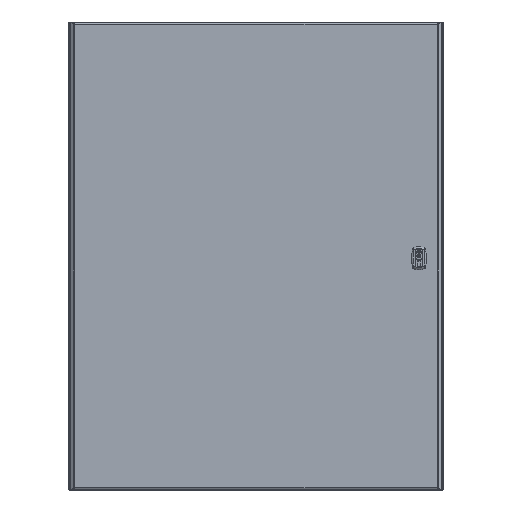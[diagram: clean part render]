
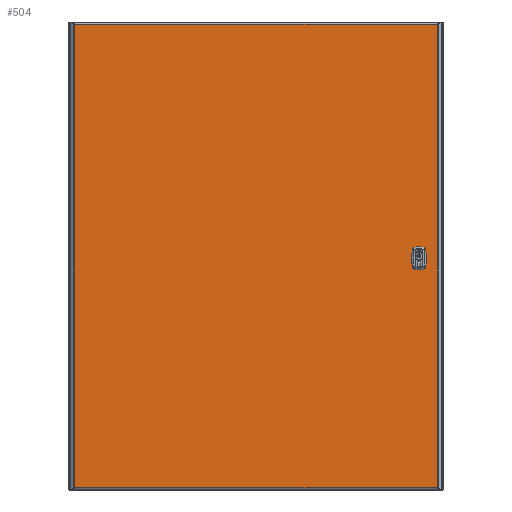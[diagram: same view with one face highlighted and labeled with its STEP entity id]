
A CAD part, top view. The second image highlights one B-rep face of the part: STEP entity #504.
In plain terms, the highlighted planar face has unit normal (0, 0, 1).
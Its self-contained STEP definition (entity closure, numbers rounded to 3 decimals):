
#504=ADVANCED_FACE('',(#1874,#1875),#1876,.F.);
#1874=FACE_OUTER_BOUND('',#5844,.T.);
#1875=FACE_BOUND('',#5845,.T.);
#1876=PLANE('',#5846);
#5844=EDGE_LOOP('',(#13011,#13012,#13013,#13014));
#5845=EDGE_LOOP('',(#13015,#13016,#13017,#13018));
#5846=AXIS2_PLACEMENT_3D('',#13019,#13020,#13021);
#13011=ORIENTED_EDGE('',*,*,#19578,.T.);
#13012=ORIENTED_EDGE('',*,*,#19577,.T.);
#13013=ORIENTED_EDGE('',*,*,#19576,.T.);
#13014=ORIENTED_EDGE('',*,*,#19586,.T.);
#13015=ORIENTED_EDGE('',*,*,#19575,.F.);
#13016=ORIENTED_EDGE('',*,*,#19573,.F.);
#13017=ORIENTED_EDGE('',*,*,#19571,.F.);
#13018=ORIENTED_EDGE('',*,*,#19569,.F.);
#13019=CARTESIAN_POINT('',(399.843,499.8,254.01));
#13020=DIRECTION('',(-0.0,0.,-1.0));
#13021=DIRECTION('',(-1.0,0.0,0.0));
#19569=EDGE_CURVE('',#22484,#22486,#22487,.T.);
#19571=EDGE_CURVE('',#22486,#22489,#22490,.T.);
#19573=EDGE_CURVE('',#22489,#22492,#22493,.T.);
#19575=EDGE_CURVE('',#22492,#22484,#22495,.T.);
#19576=EDGE_CURVE('',#22438,#22481,#22496,.T.);
#19577=EDGE_CURVE('',#22449,#22438,#22497,.T.);
#19578=EDGE_CURVE('',#22454,#22449,#22498,.T.);
#19586=EDGE_CURVE('',#22481,#22454,#22508,.T.);
#22438=VERTEX_POINT('',#28540);
#22449=VERTEX_POINT('',#28591);
#22454=VERTEX_POINT('',#28616);
#22481=VERTEX_POINT('',#28701);
#22484=VERTEX_POINT('',#28714);
#22486=VERTEX_POINT('',#28717);
#22487=LINE('',#28718,#28719);
#22489=VERTEX_POINT('',#28722);
#22490=CIRCLE('',#28723,11.5);
#22492=VERTEX_POINT('',#28726);
#22493=LINE('',#28727,#28728);
#22495=CIRCLE('',#28731,11.5);
#22496=LINE('',#28732,#28733);
#22497=LINE('',#28734,#28735);
#22498=LINE('',#28736,#28737);
#22508=LINE('',#28786,#28787);
#28540=CARTESIAN_POINT('',(12.352,995.1,254.01));
#28591=CARTESIAN_POINT('',(787.334,995.1,254.01));
#28616=CARTESIAN_POINT('',(787.334,4.5,254.01));
#28701=CARTESIAN_POINT('',(12.352,4.5,254.01));
#28714=CARTESIAN_POINT('',(738.343,505.479,254.01));
#28717=CARTESIAN_POINT('',(738.343,494.121,254.01));
#28718=CARTESIAN_POINT('',(738.343,505.479,254.01));
#28719=VECTOR('',#38765,11.358);
#28722=CARTESIAN_POINT('',(758.343,494.121,254.01));
#28723=AXIS2_PLACEMENT_3D('',#38767,#38768,#38769);
#28726=CARTESIAN_POINT('',(758.343,505.479,254.01));
#28727=CARTESIAN_POINT('',(758.343,494.121,254.01));
#28728=VECTOR('',#38771,11.358);
#28731=AXIS2_PLACEMENT_3D('',#38773,#38774,#38775);
#28732=CARTESIAN_POINT('',(12.352,995.1,254.01));
#28733=VECTOR('',#38776,990.6);
#28734=CARTESIAN_POINT('',(787.334,995.1,254.01));
#28735=VECTOR('',#38777,774.982);
#28736=CARTESIAN_POINT('',(787.334,4.5,254.01));
#28737=VECTOR('',#38778,990.6);
#28786=CARTESIAN_POINT('',(12.352,4.5,254.01));
#28787=VECTOR('',#38782,774.982);
#38765=DIRECTION('',(0.,-1.0,0.));
#38767=CARTESIAN_POINT('',(748.343,499.8,254.01));
#38768=DIRECTION('',(0.,0.,1.0));
#38769=DIRECTION('',(-0.87,-0.494,0.));
#38771=DIRECTION('',(0.0,1.0,0.));
#38773=CARTESIAN_POINT('',(748.343,499.8,254.01));
#38774=DIRECTION('',(0.,0.,1.0));
#38775=DIRECTION('',(0.87,0.494,0.));
#38776=DIRECTION('',(0.0,-1.0,0.));
#38777=DIRECTION('',(-1.0,0.0,0.0));
#38778=DIRECTION('',(0.0,1.0,0.));
#38782=DIRECTION('',(1.0,-0.0,0.0));
